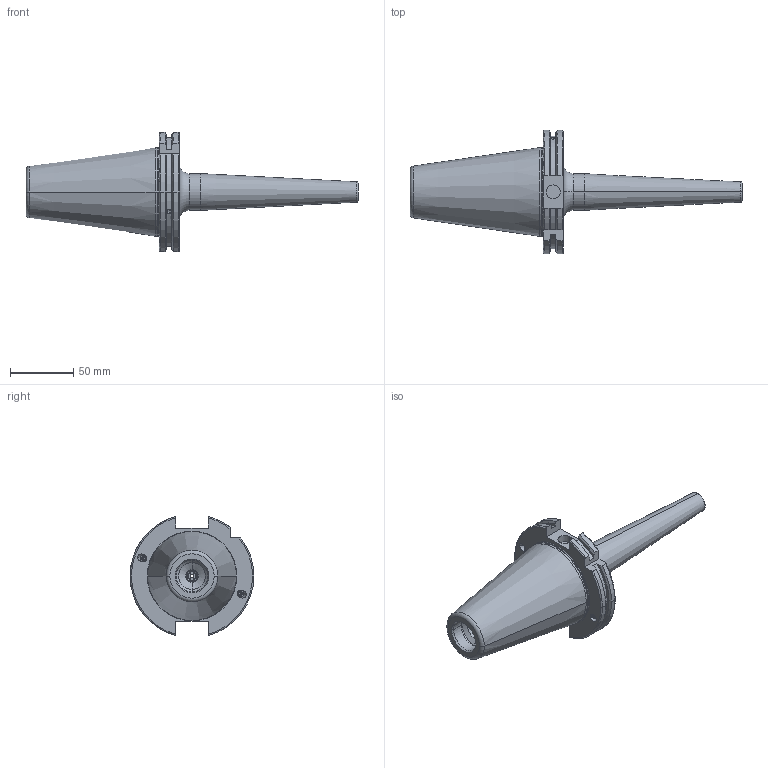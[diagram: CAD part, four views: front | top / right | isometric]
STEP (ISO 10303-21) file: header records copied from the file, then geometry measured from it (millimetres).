
FILE_DESCRIPTION (( 'STEP AP203' ), '1' );
FILE_NAME ('FWS509H-SFS10160.STEP', '2024-08-30T10:41:35', ( '' ), ( '' ), 'SwSTEP 2.0', 'SolidWorks 2024', '' );
FILE_SCHEMA (( 'CONFIG_CONTROL_DESIGN' ));
Length unit declared in the file: millimetre
Products named in the file (6): SK50SFS10160FWW; GS-M4X4-COATING_DIN 913 - M4 x 4-N; SCWM8X1; GS-M4X4_DIN 913 - M4 x 4-N; FWS509H-SFS10160
Assembly tree (7 placements, depth 3):
  FWS509H-SFS10160
    SK50SFS10160FWW
      SK50SFS10160FWW
      GS-M4X4_DIN 913 - M4 x 4-N  x2
      GS-M4X4-COATING_DIN 913 - M4 x 4-N  x2
      SCWM8X1
Bounding box: 261.75 x 97.5 x 94.05 mm (x, y, z)
Volume: 389256.6 mm3; surface area: 57830 mm2
Topology: 6 solids, 6 shells, 284 faces, 695 edges, 435 vertices
Faces by surface type: cone 102, cylinder 83, plane 79, torus 20
Entity records: 7638 total; most frequent: CARTESIAN_POINT 1721, DIRECTION 1176, ORIENTED_EDGE 1062, EDGE_CURVE 531, AXIS2_PLACEMENT_3D 470, VERTEX_POINT 333, CIRCLE 243, EDGE_LOOP 238
